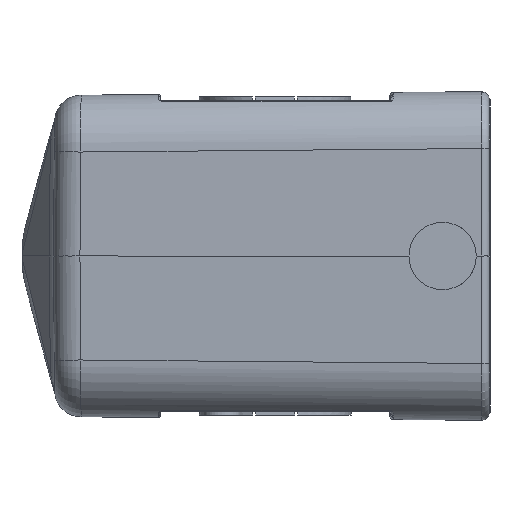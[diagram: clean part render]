
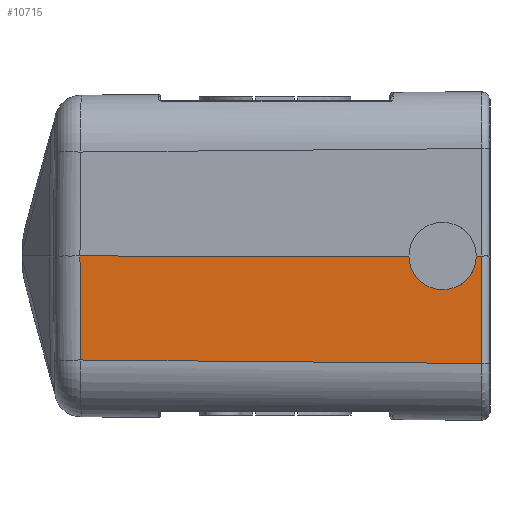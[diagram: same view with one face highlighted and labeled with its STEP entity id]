
A CAD part, left-side view. The second image highlights one B-rep face of the part: STEP entity #10715.
In plain terms, the highlighted planar face has unit normal (-1, 0.009, -0.009).
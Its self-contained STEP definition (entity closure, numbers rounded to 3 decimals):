
#1167=DIRECTION('',(0.009,1.,0.009));
#1168=VECTOR('',#1167,52.407);
#1169=CARTESIAN_POINT('',(-36.369,71.009,
-14.057));
#1170=LINE('',#1169,#1168);
#1171=DIRECTION('',(-0.009,0.009,1.));
#1172=VECTOR('',#1171,13.601);
#1173=CARTESIAN_POINT('',(-35.915,123.412,
-13.6));
#1174=LINE('',#1173,#1172);
#1179=CARTESIAN_POINT('',(-36.485,71.7,
0.));
#1180=CARTESIAN_POINT('',(-36.482,71.7,
-0.36));
#1181=CARTESIAN_POINT('',(-36.475,71.785,
-1.057));
#1182=CARTESIAN_POINT('',(-36.463,72.164,
-2.063));
#1183=CARTESIAN_POINT('',(-36.45,72.773,
-2.943));
#1184=CARTESIAN_POINT('',(-36.437,73.564,
-3.648));
#1185=CARTESIAN_POINT('',(-36.424,74.513,
-4.15));
#1186=CARTESIAN_POINT('',(-36.413,75.554,
-4.409));
#1187=CARTESIAN_POINT('',(-36.404,76.624,
-4.412));
#1188=CARTESIAN_POINT('',(-36.397,77.663,
-4.159));
#1189=CARTESIAN_POINT('',(-36.393,78.613,
-3.664));
#1190=CARTESIAN_POINT('',(-36.392,79.414,
-2.96));
#1191=CARTESIAN_POINT('',(-36.394,80.03,
-2.075));
#1192=CARTESIAN_POINT('',(-36.4,80.414,
-1.061));
#1193=CARTESIAN_POINT('',(-36.405,80.5,
-0.36));
#1194=CARTESIAN_POINT('',(-36.408,80.5,
0.));
#1227=DIRECTION('',(0.009,1.,0.));
#1228=VECTOR('',#1227,43.032);
#1229=CARTESIAN_POINT('',(-36.408,80.5,
0.));
#1230=LINE('',#1229,#1228);
#1239=DIRECTION('',(0.009,1.,0.));
#1240=VECTOR('',#1239,0.691);
#1241=CARTESIAN_POINT('',(-36.491,71.009,
0.));
#1242=LINE('',#1241,#1240);
#3103=DIRECTION('',(-0.009,0.,1.));
#3104=VECTOR('',#3103,14.057);
#3105=CARTESIAN_POINT('',(-36.369,71.009,
-14.057));
#3106=LINE('',#3105,#3104);
#7657=CARTESIAN_POINT('',(-35.915,123.412,
-13.6));
#7658=VERTEX_POINT('',#7657);
#7659=CARTESIAN_POINT('',(-36.033,123.531,
0.));
#7660=VERTEX_POINT('',#7659);
#7661=VERTEX_POINT('',#1179);
#7662=VERTEX_POINT('',#1194);
#7663=CARTESIAN_POINT('',(-36.491,71.009,
0.));
#7664=VERTEX_POINT('',#7663);
#7665=CARTESIAN_POINT('',(-36.369,71.009,
-14.057));
#7666=VERTEX_POINT('',#7665);
#10697=CARTESIAN_POINT('',(-36.511,70.,1.225));
#10698=DIRECTION('',(-1.,0.009,-0.009));
#10699=DIRECTION('',(-0.009,0.,1.));
#10700=AXIS2_PLACEMENT_3D('',#10697,#10698,#10699);
#10701=PLANE('',#10700);
#10703=ORIENTED_EDGE('',*,*,#10702,.F.);
#10705=ORIENTED_EDGE('',*,*,#10704,.F.);
#10707=ORIENTED_EDGE('',*,*,#10706,.F.);
#10709=ORIENTED_EDGE('',*,*,#10708,.T.);
#10710=ORIENTED_EDGE('',*,*,#10688,.T.);
#10712=ORIENTED_EDGE('',*,*,#10711,.F.);
#10713=EDGE_LOOP('',(#10703,#10705,#10707,#10709,#10710,#10712));
#10714=FACE_OUTER_BOUND('',#10713,.F.);
#1195=B_SPLINE_CURVE_WITH_KNOTS('',3,(#1179,#1180,#1181,#1182,#1183,#1184,#1185,
#1186,#1187,#1188,#1189,#1190,#1191,#1192,#1193,#1194),.UNSPECIFIED.,.F.,.F.,(4,
1,1,1,1,1,1,1,1,1,1,1,1,4),(0.,0.077,0.154,
0.231,0.308,0.385,0.462,
0.538,0.615,0.692,0.769,
0.846,0.923,1.),.UNSPECIFIED.);
#10688=EDGE_CURVE('',#7658,#7660,#1174,.T.);
#10702=EDGE_CURVE('',#7661,#7662,#1195,.T.);
#10704=EDGE_CURVE('',#7664,#7661,#1242,.T.);
#10706=EDGE_CURVE('',#7666,#7664,#3106,.T.);
#10708=EDGE_CURVE('',#7666,#7658,#1170,.T.);
#10711=EDGE_CURVE('',#7662,#7660,#1230,.T.);
#10715=ADVANCED_FACE('',(#10714),#10701,.T.);
